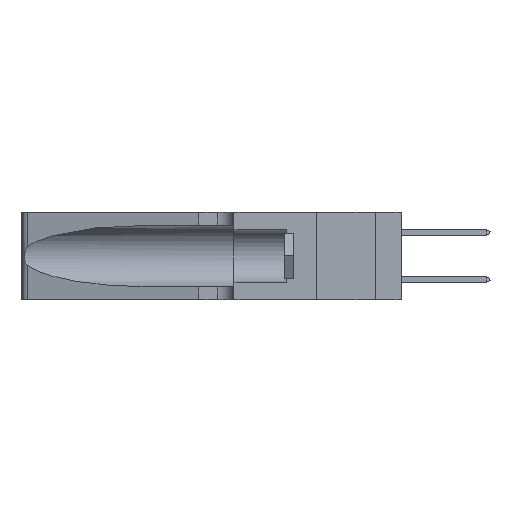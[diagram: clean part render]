
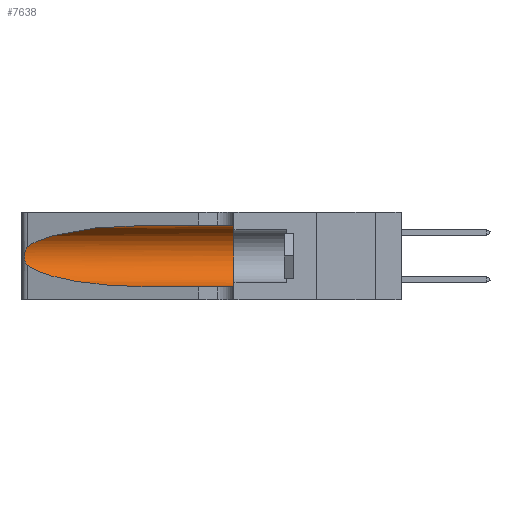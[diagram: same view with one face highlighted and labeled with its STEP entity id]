
A CAD part, left-side view. The second image highlights one B-rep face of the part: STEP entity #7638.
In plain terms, the highlighted cylindrical face has radius 3.308 mm (diameter 6.617 mm), a partial arc.
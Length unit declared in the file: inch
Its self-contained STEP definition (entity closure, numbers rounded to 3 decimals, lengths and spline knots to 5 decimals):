
#118 = AXIS2_PLACEMENT_3D ( 'NONE', #32499, #16724, #7698 ) ;
#145 = CARTESIAN_POINT ( 'NONE',  ( 0.25487, 1.22718, 0.22369 ) ) ;
#1082 = ORIENTED_EDGE ( 'NONE', *, *, #35309, .T. ) ;
#1576 = CARTESIAN_POINT ( 'NONE',  ( 0.25487, 1.22718, 0.22369 ) ) ;
#1713 = CARTESIAN_POINT ( 'NONE',  ( 0.25555, 1.22994, 0.2215 ) ) ;
#1986 = CARTESIAN_POINT ( 'NONE',  ( 0.25854, 1.2359, 0.20912 ) ) ;
#2104 = ORIENTED_EDGE ( 'NONE', *, *, #6801, .T. ) ;
#2208 = VERTEX_POINT ( 'NONE', #24386 ) ;
#2580 = CARTESIAN_POINT ( 'NONE',  ( 0.1305, 1.61858, 0.31525 ) ) ;
#2803 = VERTEX_POINT ( 'NONE', #145 ) ;
#2912 = FACE_OUTER_BOUND ( 'NONE', #18376, .T. ) ;
#3418 = CARTESIAN_POINT ( 'NONE',  ( 0.2373, 1.15595, 0.28018 ) ) ;
#3420 = LINE ( 'NONE', #2580, #24646 ) ;
#5315 = CARTESIAN_POINT ( 'NONE',  ( 0.1305, 0.35, 0.185 ) ) ;
#6538 =( BOUNDED_CURVE ( )  B_SPLINE_CURVE ( 3, ( #12526, #34105, #3418, #15360 ),
 .UNSPECIFIED., .F., .F. ) 
 B_SPLINE_CURVE_WITH_KNOTS ( ( 4, 4 ),
 ( 1.5708, 2.84003 ),
 .UNSPECIFIED. ) 
 CURVE ( )  GEOMETRIC_REPRESENTATION_ITEM ( )  RATIONAL_B_SPLINE_CURVE ( ( 1., 0.87, 0.87, 1. ) ) 
 REPRESENTATION_ITEM ( '' )  );
#6801 = EDGE_CURVE ( 'NONE', #16779, #36937, #11201, .T. ) ;
#7524 = LINE ( 'NONE', #32401, #39355 ) ;
#7638 = ADVANCED_FACE ( 'NONE', ( #2912 ), #27493, .F. ) ;
#7698 = DIRECTION ( 'NONE',  ( 0., 0., -1. ) ) ;
#8732 = DIRECTION ( 'NONE',  ( 0., -1., 0. ) ) ;
#9015 = B_SPLINE_CURVE_WITH_KNOTS ( 'NONE', 3,
 ( #1576, #1713, #29436, #20404, #1986, #11499, #11628, #21334, #29143, #33583, #21250, #30650, #21465, #39531 ),
 .UNSPECIFIED., .F., .F.,
 ( 4, 2, 2, 2, 2, 2, 4 ),
 ( 0., 0.00027, 0.00053, 0.00107, 0.0016, 0.00187, 0.00214 ),
 .UNSPECIFIED. ) ;
#11201 =( BOUNDED_CURVE ( )  B_SPLINE_CURVE ( 3, ( #35958, #14236, #30317, #38828 ),
 .UNSPECIFIED., .F., .F. ) 
 B_SPLINE_CURVE_WITH_KNOTS ( ( 4, 4 ),
 ( 3.44316, 4.71239 ),
 .UNSPECIFIED. ) 
 CURVE ( )  GEOMETRIC_REPRESENTATION_ITEM ( )  RATIONAL_B_SPLINE_CURVE ( ( 1., 0.87, 0.87, 1. ) ) 
 REPRESENTATION_ITEM ( '' )  );
#11499 = CARTESIAN_POINT ( 'NONE',  ( 0.26018, 1.23835, 0.19895 ) ) ;
#11628 = CARTESIAN_POINT ( 'NONE',  ( 0.26075, 1.23896, 0.19203 ) ) ;
#12051 = EDGE_CURVE ( 'NONE', #2803, #16779, #9015, .T. ) ;
#12526 = CARTESIAN_POINT ( 'NONE',  ( 0.1305, 0.72297, 0.31525 ) ) ;
#14236 = CARTESIAN_POINT ( 'NONE',  ( 0.2373, 1.15595, 0.08982 ) ) ;
#15360 = CARTESIAN_POINT ( 'NONE',  ( 0.25487, 1.22718, 0.22369 ) ) ;
#16521 = EDGE_CURVE ( 'NONE', #2208, #25368, #3420, .T. ) ;
#16724 = DIRECTION ( 'NONE',  ( 0., -1., 0. ) ) ;
#16779 = VERTEX_POINT ( 'NONE', #39055 ) ;
#18376 = EDGE_LOOP ( 'NONE', ( #1082, #30279, #2104, #29292, #32174, #33040 ) ) ;
#20222 = DIRECTION ( 'NONE',  ( 0., 1., 0. ) ) ;
#20404 = CARTESIAN_POINT ( 'NONE',  ( 0.25787, 1.23484, 0.2124 ) ) ;
#21250 = CARTESIAN_POINT ( 'NONE',  ( 0.25789, 1.23486, 0.15765 ) ) ;
#21334 = CARTESIAN_POINT ( 'NONE',  ( 0.26075, 1.23896, 0.178 ) ) ;
#21465 = CARTESIAN_POINT ( 'NONE',  ( 0.25555, 1.22993, 0.14849 ) ) ;
#22978 = DIRECTION ( 'NONE',  ( 0., -1., 0. ) ) ;
#24386 = CARTESIAN_POINT ( 'NONE',  ( 0.1305, 0.72297, 0.31525 ) ) ;
#24646 = VECTOR ( 'NONE', #8732, 39.37008 ) ;
#24727 = EDGE_CURVE ( 'NONE', #25368, #35945, #36863, .T. ) ;
#25368 = VERTEX_POINT ( 'NONE', #26350 ) ;
#26218 = AXIS2_PLACEMENT_3D ( 'NONE', #5315, #20222, #26861 ) ;
#26350 = CARTESIAN_POINT ( 'NONE',  ( 0.1305, 0.35, 0.31525 ) ) ;
#26861 = DIRECTION ( 'NONE',  ( 0., 0., 1. ) ) ;
#27493 = CYLINDRICAL_SURFACE ( 'NONE', #118, 0.13025 ) ;
#29143 = CARTESIAN_POINT ( 'NONE',  ( 0.26017, 1.23833, 0.17102 ) ) ;
#29292 = ORIENTED_EDGE ( 'NONE', *, *, #29970, .T. ) ;
#29436 = CARTESIAN_POINT ( 'NONE',  ( 0.25639, 1.23184, 0.21858 ) ) ;
#29970 = EDGE_CURVE ( 'NONE', #36937, #35945, #7524, .T. ) ;
#30279 = ORIENTED_EDGE ( 'NONE', *, *, #12051, .T. ) ;
#30317 = CARTESIAN_POINT ( 'NONE',  ( 0.18966, 0.96281, 0.05475 ) ) ;
#30650 = CARTESIAN_POINT ( 'NONE',  ( 0.25639, 1.23186, 0.15144 ) ) ;
#32174 = ORIENTED_EDGE ( 'NONE', *, *, #24727, .F. ) ;
#32401 = CARTESIAN_POINT ( 'NONE',  ( 0.1305, 1.61858, 0.05475 ) ) ;
#32499 = CARTESIAN_POINT ( 'NONE',  ( 0.1305, 1.61858, 0.185 ) ) ;
#33040 = ORIENTED_EDGE ( 'NONE', *, *, #16521, .F. ) ;
#33526 = CARTESIAN_POINT ( 'NONE',  ( 0.1305, 0.35, 0.05475 ) ) ;
#33583 = CARTESIAN_POINT ( 'NONE',  ( 0.25856, 1.23593, 0.16098 ) ) ;
#34105 = CARTESIAN_POINT ( 'NONE',  ( 0.18966, 0.96281, 0.31525 ) ) ;
#35309 = EDGE_CURVE ( 'NONE', #2208, #2803, #6538, .T. ) ;
#35945 = VERTEX_POINT ( 'NONE', #33526 ) ;
#35958 = CARTESIAN_POINT ( 'NONE',  ( 0.25487, 1.22718, 0.14631 ) ) ;
#36863 = CIRCLE ( 'NONE', #26218, 0.13025 ) ;
#36937 = VERTEX_POINT ( 'NONE', #38108 ) ;
#38108 = CARTESIAN_POINT ( 'NONE',  ( 0.1305, 0.72297, 0.05475 ) ) ;
#38828 = CARTESIAN_POINT ( 'NONE',  ( 0.1305, 0.72297, 0.05475 ) ) ;
#39055 = CARTESIAN_POINT ( 'NONE',  ( 0.25487, 1.22718, 0.14631 ) ) ;
#39355 = VECTOR ( 'NONE', #22978, 39.37008 ) ;
#39531 = CARTESIAN_POINT ( 'NONE',  ( 0.25487, 1.22718, 0.14631 ) ) ;
